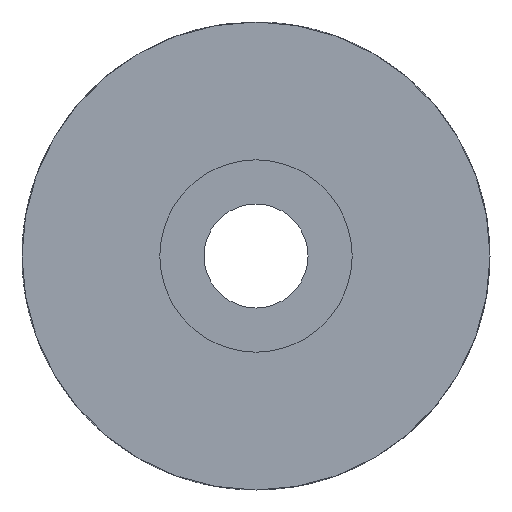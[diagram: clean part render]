
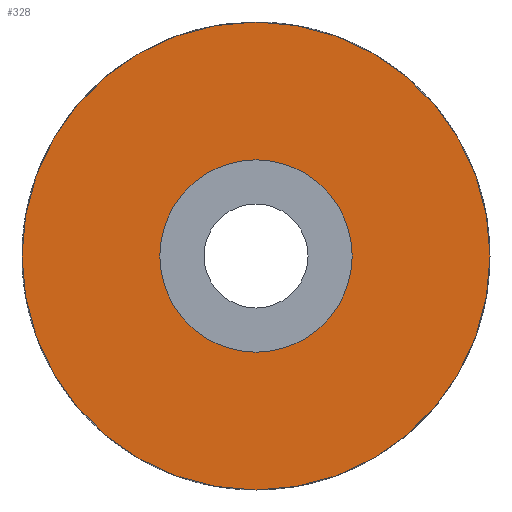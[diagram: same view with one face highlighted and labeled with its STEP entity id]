
A CAD part, front view. The second image highlights one B-rep face of the part: STEP entity #328.
In plain terms, the highlighted planar face has unit normal (0, -1, 0).
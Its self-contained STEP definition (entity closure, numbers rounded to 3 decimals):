
#2 = CARTESIAN_POINT ( 'NONE',  ( 0., 14.7, 0. ) ) ;
#34 = EDGE_CURVE ( 'NONE', #363, #245, #186, .T. ) ;
#52 = CIRCLE ( 'NONE', #482, 4.5 ) ;
#54 = ORIENTED_EDGE ( 'NONE', *, *, #34, .T. ) ;
#55 = DIRECTION ( 'NONE',  ( 0., 0., -1. ) ) ;
#67 = CARTESIAN_POINT ( 'NONE',  ( 0., 14.7, -4.5 ) ) ;
#108 = ORIENTED_EDGE ( 'NONE', *, *, #181, .T. ) ;
#113 = DIRECTION ( 'NONE',  ( 0., -1., 0. ) ) ;
#139 = CARTESIAN_POINT ( 'NONE',  ( 0., 14.7, 1.85 ) ) ;
#147 = DIRECTION ( 'NONE',  ( 0., -1., 0. ) ) ;
#160 = VERTEX_POINT ( 'NONE', #583 ) ;
#181 = EDGE_CURVE ( 'NONE', #245, #363, #52, .T. ) ;
#186 = CIRCLE ( 'NONE', #465, 4.5 ) ;
#195 = FACE_OUTER_BOUND ( 'NONE', #213, .T. ) ;
#198 = EDGE_LOOP ( 'NONE', ( #407, #478 ) ) ;
#201 = EDGE_CURVE ( 'NONE', #160, #288, #216, .T. ) ;
#213 = EDGE_LOOP ( 'NONE', ( #54, #108 ) ) ;
#216 = CIRCLE ( 'NONE', #561, 1.85 ) ;
#225 = CIRCLE ( 'NONE', #556, 1.85 ) ;
#232 = DIRECTION ( 'NONE',  ( 0., 0., -1. ) ) ;
#245 = VERTEX_POINT ( 'NONE', #67 ) ;
#250 = DIRECTION ( 'NONE',  ( 0., 0., -1. ) ) ;
#263 = DIRECTION ( 'NONE',  ( 0., 0., -1. ) ) ;
#283 = AXIS2_PLACEMENT_3D ( 'NONE', #607, #147, #382 ) ;
#288 = VERTEX_POINT ( 'NONE', #139 ) ;
#289 = PLANE ( 'NONE',  #283 ) ;
#293 = DIRECTION ( 'NONE',  ( 0., -1., 0. ) ) ;
#328 = ADVANCED_FACE ( 'NONE', ( #195, #519 ), #289, .T. ) ;
#338 = CARTESIAN_POINT ( 'NONE',  ( 0., 14.7, 0. ) ) ;
#346 = CARTESIAN_POINT ( 'NONE',  ( 0., 14.7, 0. ) ) ;
#363 = VERTEX_POINT ( 'NONE', #572 ) ;
#382 = DIRECTION ( 'NONE',  ( 0., 0., -1. ) ) ;
#407 = ORIENTED_EDGE ( 'NONE', *, *, #525, .F. ) ;
#446 = CARTESIAN_POINT ( 'NONE',  ( 0., 14.7, 0. ) ) ;
#465 = AXIS2_PLACEMENT_3D ( 'NONE', #2, #293, #232 ) ;
#478 = ORIENTED_EDGE ( 'NONE', *, *, #201, .F. ) ;
#482 = AXIS2_PLACEMENT_3D ( 'NONE', #446, #113, #263 ) ;
#491 = DIRECTION ( 'NONE',  ( 0., -1., 0. ) ) ;
#519 = FACE_BOUND ( 'NONE', #198, .T. ) ;
#525 = EDGE_CURVE ( 'NONE', #288, #160, #225, .T. ) ;
#540 = DIRECTION ( 'NONE',  ( 0., -1., 0. ) ) ;
#556 = AXIS2_PLACEMENT_3D ( 'NONE', #338, #540, #55 ) ;
#561 = AXIS2_PLACEMENT_3D ( 'NONE', #346, #491, #250 ) ;
#572 = CARTESIAN_POINT ( 'NONE',  ( 0., 14.7, 4.5 ) ) ;
#583 = CARTESIAN_POINT ( 'NONE',  ( 0., 14.7, -1.85 ) ) ;
#607 = CARTESIAN_POINT ( 'NONE',  ( 0., 14.7, 0. ) ) ;
